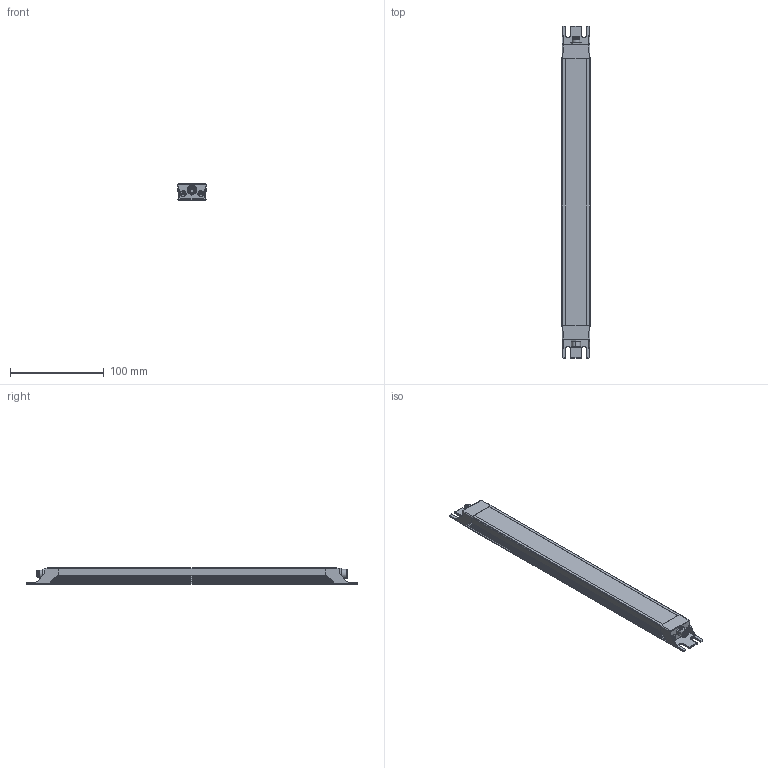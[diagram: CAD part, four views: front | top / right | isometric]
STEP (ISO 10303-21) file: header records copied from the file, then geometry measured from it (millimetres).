
FILE_DESCRIPTION(('CATIA V5 STEP Exchange','CAx-IF Rec.Pracs.--- Model Styling and Organization---1.4--- 2014-01-23'),'2;1');
FILE_NAME ('1483083-1_0', '2022-11-10T07:28:40+00:00', ('none'), ('Weidmueller'), 'CATIA Version 5-6 Release 2016 SP3 HF44', 'CATIA V5 STEP AP214', 'none');
FILE_SCHEMA(('AUTOMOTIVE_DESIGN { 1 0 10303 214 1 1 1 1 }'));
Length unit declared in the file: millimetre
Products named in the file (1): 2900170000
Bounding box: 30 x 355 x 17.55 mm (x, y, z)
Volume: 149825.4 mm3; surface area: 44224.1 mm2
Topology: 5 solids, 5 shells, 615 faces, 1675 edges, 1047 vertices
Faces by surface type: cylinder 284, plane 169, cone 74, sphere 40, bspline 28, torus 20
Entity records: 20819 total; most frequent: CARTESIAN_POINT 6759, ORIENTED_EDGE 3254, DIRECTION 2304, EDGE_CURVE 1627, VERTEX_POINT 1047, AXIS2_PLACEMENT_3D 1029, VECTOR 697, LINE 697
